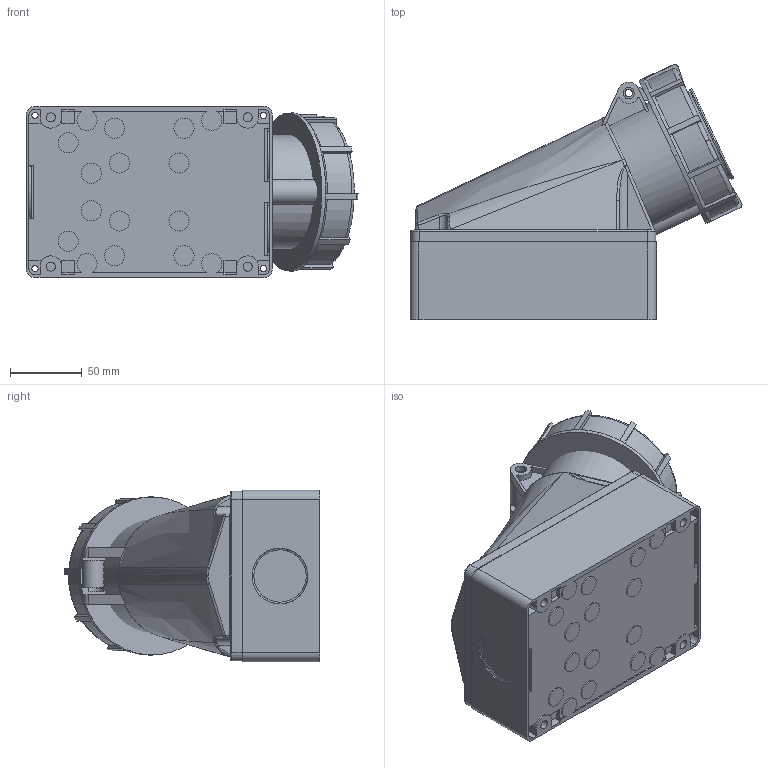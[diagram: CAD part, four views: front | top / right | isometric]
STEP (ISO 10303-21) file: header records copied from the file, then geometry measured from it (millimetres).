
FILE_DESCRIPTION((''),'2;1');
FILE_NAME('ASM0001_ASM_2_ASM_1_ASM','2023-03-14T10:08:45',('Administrator'),(''),'CREO PARAMETRIC BY PTC INC, 2021063','CREO PARAMETRIC BY PTC INC, 2021063','');
FILE_SCHEMA(('CONFIG_CONTROL_DESIGN'));
Length unit declared in the file: millimetre
Products named in the file (3): 63A000_12_1; 00_1_1; ASM0001_ASM_2_ASM_1_ASM
Assembly tree (2 placements, depth 2):
  ASM0001_ASM_2_ASM_1_ASM
    63A000_12_1
    00_1_1
Bounding box: 230.82 x 177.74 x 119.1 mm (x, y, z)
Volume: 2340619.9 mm3; surface area: 188938.6 mm2
Topology: 2 solids, 3 shells, 568 faces, 1563 edges, 1037 vertices
Faces by surface type: plane 287, cylinder 217, bspline 34, torus 16, cone 10, sphere 4
Entity records: 21914 total; most frequent: CARTESIAN_POINT 7293, ORIENTED_EDGE 3118, DIRECTION 2995, EDGE_CURVE 1559, AXIS2_PLACEMENT_3D 1089, VERTEX_POINT 1037, VECTOR 817, LINE 817
